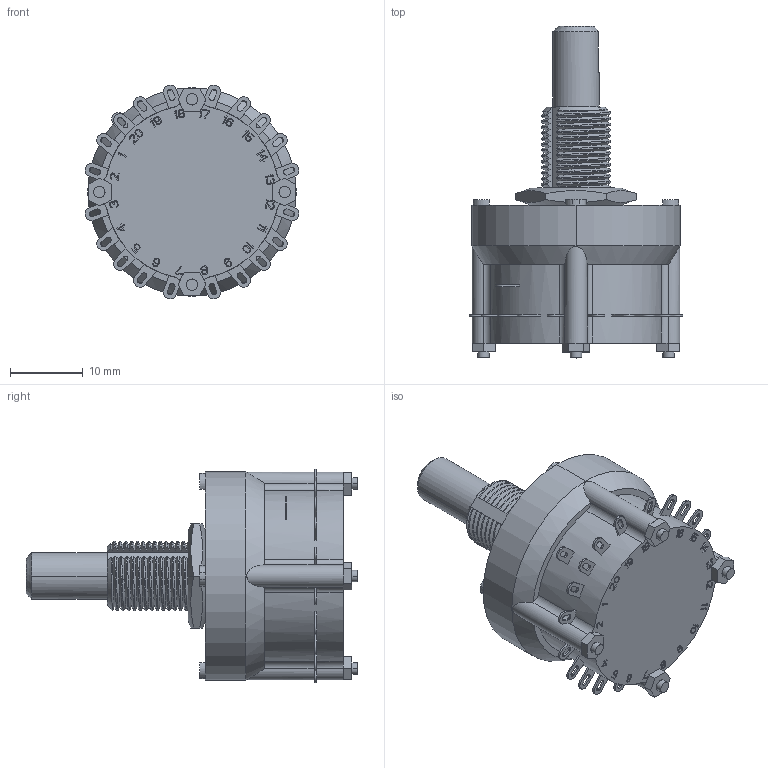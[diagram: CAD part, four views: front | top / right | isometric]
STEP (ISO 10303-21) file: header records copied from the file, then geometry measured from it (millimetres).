
FILE_DESCRIPTION((''),'2;1');
FILE_NAME('59HS18-01-1-06N','2015-02-13T',('amercuri'),(''),'PRO/ENGINEER BY PARAMETRIC TECHNOLOGY CORPORATION, 2011490','PRO/ENGINEER BY PARAMETRIC TECHNOLOGY CORPORATION, 2011490','');
FILE_SCHEMA(('CONFIG_CONTROL_DESIGN'));
Length unit declared in the file: inch
Products named in the file (1): 59HS18-01-1-06N
Bounding box: 29.28 x 45.47 x 29.28 mm (x, y, z)
Volume: 11633 mm3; surface area: 4378.6 mm2
Topology: 1 solids, 1 shells, 1271 faces, 3587 edges, 2379 vertices
Faces by surface type: plane 1106, cylinder 118, bspline 38, cone 9
Entity records: 47585 total; most frequent: CARTESIAN_POINT 14635, ORIENTED_EDGE 7174, DIRECTION 6205, EDGE_CURVE 3587, VECTOR 3147, LINE 3147, VERTEX_POINT 2379, AXIS2_PLACEMENT_3D 1529
